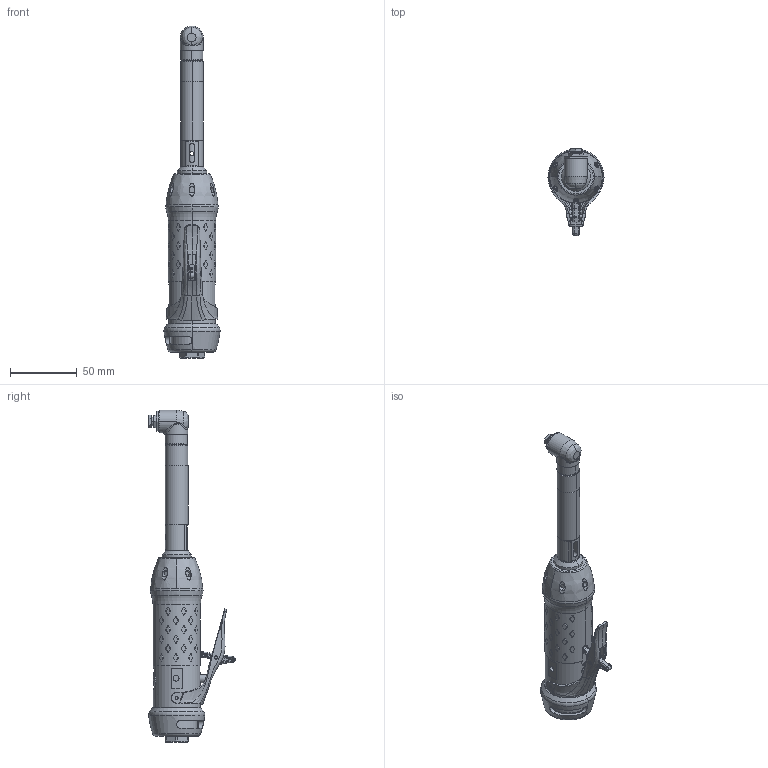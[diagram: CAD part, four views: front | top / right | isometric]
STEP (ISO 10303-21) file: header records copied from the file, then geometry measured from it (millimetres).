
FILE_DESCRIPTION((''),'2;1');
FILE_NAME('EXT_COMP_SW0008','2023-03-30T23:48:26',('INEdipo'),(''),'CREO PARAMETRIC BY PTC INC, 2020281','CREO PARAMETRIC BY PTC INC, 2020281','');
FILE_SCHEMA(('CONFIG_CONTROL_DESIGN'));
Length unit declared in the file: inch
Products named in the file (1): EXT_COMP_SW0008
Bounding box: 41.97 x 65.1 x 248.8 mm (x, y, z)
Volume: 161731.3 mm3; surface area: 48574.8 mm2
Topology: 1 solids, 1 shells, 1062 faces, 2788 edges, 1775 vertices
Faces by surface type: plane 353, cone 225, cylinder 212, bspline 153, torus 107, sphere 4, extrusion 4, revolution 4
Entity records: 91574 total; most frequent: CARTESIAN_POINT 67520, ORIENTED_EDGE 5550, DIRECTION 4164, EDGE_CURVE 2775, VERTEX_POINT 1775, AXIS2_PLACEMENT_3D 1639, EDGE_LOOP 1168, B_SPLINE_CURVE_WITH_KNOTS 1167
